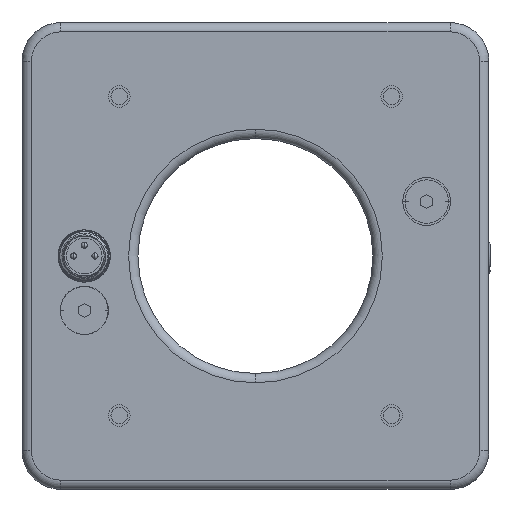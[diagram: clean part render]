
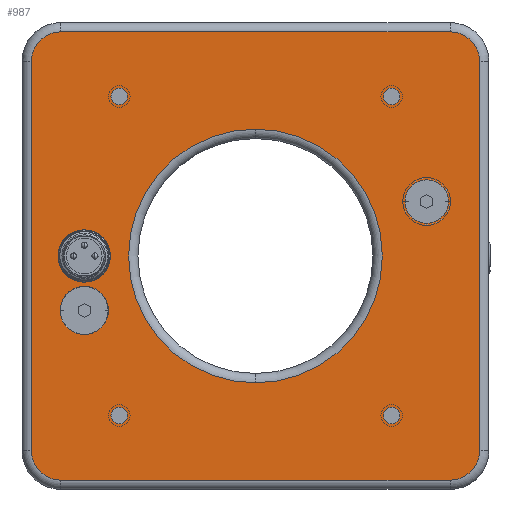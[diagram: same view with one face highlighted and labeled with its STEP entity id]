
A CAD part, left-side view. The second image highlights one B-rep face of the part: STEP entity #987.
In plain terms, the highlighted planar face has unit normal (-1, 0, 0).
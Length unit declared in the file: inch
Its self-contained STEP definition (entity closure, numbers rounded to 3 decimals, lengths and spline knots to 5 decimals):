
#2=CARTESIAN_POINT('',(0.,1.1,0.));
#3=DIRECTION('',(1.,0.,0.));
#4=DIRECTION('',(0.,0.,-1.));
#5=AXIS2_PLACEMENT_3D('',#2,#3,#4);
#7=CARTESIAN_POINT('',(0.,1.1,0.));
#8=DIRECTION('',(1.,0.,0.));
#9=DIRECTION('',(0.,0.,1.));
#10=AXIS2_PLACEMENT_3D('',#7,#8,#9);
#12=CARTESIAN_POINT('',(0.,1.25,1.25));
#13=DIRECTION('',(-1.,0.,0.));
#14=DIRECTION('',(0.,0.,1.));
#15=AXIS2_PLACEMENT_3D('',#12,#13,#14);
#17=DIRECTION('',(0.,1.,0.));
#18=VECTOR('',#17,2.5);
#19=CARTESIAN_POINT('',(0.,-1.25,1.44));
#20=LINE('',#19,#18);
#21=CARTESIAN_POINT('',(0.,-1.25,1.25));
#22=DIRECTION('',(-1.,0.,0.));
#23=DIRECTION('',(0.,-1.,0.));
#24=AXIS2_PLACEMENT_3D('',#21,#22,#23);
#26=DIRECTION('',(0.,0.,1.));
#27=VECTOR('',#26,2.5);
#28=CARTESIAN_POINT('',(0.,-1.44,-1.25));
#29=LINE('',#28,#27);
#30=CARTESIAN_POINT('',(0.,-1.25,-1.25));
#31=DIRECTION('',(-1.,0.,0.));
#32=DIRECTION('',(0.,0.,-1.));
#33=AXIS2_PLACEMENT_3D('',#30,#31,#32);
#35=DIRECTION('',(0.,-1.,0.));
#36=VECTOR('',#35,2.5);
#37=CARTESIAN_POINT('',(0.,1.25,-1.44));
#38=LINE('',#37,#36);
#39=CARTESIAN_POINT('',(0.,1.25,-1.25));
#40=DIRECTION('',(-1.,0.,0.));
#41=DIRECTION('',(0.,1.,0.));
#42=AXIS2_PLACEMENT_3D('',#39,#40,#41);
#44=DIRECTION('',(0.,0.,-1.));
#45=VECTOR('',#44,2.5);
#46=CARTESIAN_POINT('',(0.,1.44,1.25));
#47=LINE('',#46,#45);
#48=CARTESIAN_POINT('',(0.,0.,0.));
#49=DIRECTION('',(1.,0.,0.));
#50=DIRECTION('',(0.,0.,-1.));
#51=AXIS2_PLACEMENT_3D('',#48,#49,#50);
#53=CARTESIAN_POINT('',(0.,0.,0.));
#54=DIRECTION('',(1.,0.,0.));
#55=DIRECTION('',(0.,0.,1.));
#56=AXIS2_PLACEMENT_3D('',#53,#54,#55);
#58=CARTESIAN_POINT('',(0.,1.1,-0.35));
#59=DIRECTION('',(-1.,0.,0.));
#60=DIRECTION('',(0.,1.,0.));
#61=AXIS2_PLACEMENT_3D('',#58,#59,#60);
#63=CARTESIAN_POINT('',(0.,1.1,-0.35));
#64=DIRECTION('',(-1.,0.,0.));
#65=DIRECTION('',(0.,-1.,0.));
#66=AXIS2_PLACEMENT_3D('',#63,#64,#65);
#68=CARTESIAN_POINT('',(0.,-1.1,0.35));
#69=DIRECTION('',(-1.,0.,0.));
#70=DIRECTION('',(0.,1.,0.));
#71=AXIS2_PLACEMENT_3D('',#68,#69,#70);
#73=CARTESIAN_POINT('',(0.,-1.1,0.35));
#74=DIRECTION('',(-1.,0.,0.));
#75=DIRECTION('',(0.,-1.,0.));
#76=AXIS2_PLACEMENT_3D('',#73,#74,#75);
#78=CARTESIAN_POINT('',(0.,0.875,-1.025));
#79=DIRECTION('',(-1.,0.,0.));
#80=DIRECTION('',(0.,1.,0.));
#81=AXIS2_PLACEMENT_3D('',#78,#79,#80);
#83=CARTESIAN_POINT('',(0.,0.875,-1.025));
#84=DIRECTION('',(-1.,0.,0.));
#85=DIRECTION('',(0.,-1.,0.));
#86=AXIS2_PLACEMENT_3D('',#83,#84,#85);
#88=CARTESIAN_POINT('',(0.,-0.875,-1.025));
#89=DIRECTION('',(-1.,0.,0.));
#90=DIRECTION('',(0.,1.,0.));
#91=AXIS2_PLACEMENT_3D('',#88,#89,#90);
#93=CARTESIAN_POINT('',(0.,-0.875,-1.025));
#94=DIRECTION('',(-1.,0.,0.));
#95=DIRECTION('',(0.,-1.,0.));
#96=AXIS2_PLACEMENT_3D('',#93,#94,#95);
#98=CARTESIAN_POINT('',(0.,0.875,1.025));
#99=DIRECTION('',(-1.,0.,0.));
#100=DIRECTION('',(0.,1.,0.));
#101=AXIS2_PLACEMENT_3D('',#98,#99,#100);
#103=CARTESIAN_POINT('',(0.,0.875,1.025));
#104=DIRECTION('',(-1.,0.,0.));
#105=DIRECTION('',(0.,-1.,0.));
#106=AXIS2_PLACEMENT_3D('',#103,#104,#105);
#108=CARTESIAN_POINT('',(0.,-0.875,1.025));
#109=DIRECTION('',(-1.,0.,0.));
#110=DIRECTION('',(0.,1.,0.));
#111=AXIS2_PLACEMENT_3D('',#108,#109,#110);
#113=CARTESIAN_POINT('',(0.,-0.875,1.025));
#114=DIRECTION('',(-1.,0.,0.));
#115=DIRECTION('',(0.,-1.,0.));
#116=AXIS2_PLACEMENT_3D('',#113,#114,#115);
#776=CARTESIAN_POINT('',(0.,1.25,1.44));
#777=CARTESIAN_POINT('',(0.,1.44,1.25));
#778=VERTEX_POINT('',#776);
#779=VERTEX_POINT('',#777);
#784=CARTESIAN_POINT('',(0.,1.44,-1.25));
#785=VERTEX_POINT('',#784);
#788=CARTESIAN_POINT('',(0.,1.25,-1.44));
#789=VERTEX_POINT('',#788);
#792=CARTESIAN_POINT('',(0.,-1.25,-1.44));
#793=VERTEX_POINT('',#792);
#796=CARTESIAN_POINT('',(0.,-1.44,-1.25));
#797=VERTEX_POINT('',#796);
#800=CARTESIAN_POINT('',(0.,-1.44,1.25));
#801=VERTEX_POINT('',#800);
#804=CARTESIAN_POINT('',(0.,-1.25,1.44));
#805=VERTEX_POINT('',#804);
#808=CARTESIAN_POINT('',(0.,0.,-0.815));
#809=CARTESIAN_POINT('',(0.,0.,0.815));
#810=VERTEX_POINT('',#808);
#811=VERTEX_POINT('',#809);
#820=CARTESIAN_POINT('',(0.,1.255,-0.35));
#821=CARTESIAN_POINT('',(0.,0.945,-0.35));
#822=VERTEX_POINT('',#820);
#823=VERTEX_POINT('',#821);
#832=CARTESIAN_POINT('',(0.,-0.9605,0.35));
#833=CARTESIAN_POINT('',(0.,-1.2395,0.35));
#834=VERTEX_POINT('',#832);
#835=VERTEX_POINT('',#833);
#840=CARTESIAN_POINT('',(0.,0.9285,-1.025));
#841=CARTESIAN_POINT('',(0.,0.8215,-1.025));
#842=VERTEX_POINT('',#840);
#843=VERTEX_POINT('',#841);
#848=CARTESIAN_POINT('',(0.,-0.8215,-1.025));
#849=CARTESIAN_POINT('',(0.,-0.9285,-1.025));
#850=VERTEX_POINT('',#848);
#851=VERTEX_POINT('',#849);
#856=CARTESIAN_POINT('',(0.,0.9285,1.025));
#857=CARTESIAN_POINT('',(0.,0.8215,1.025));
#858=VERTEX_POINT('',#856);
#859=VERTEX_POINT('',#857);
#864=CARTESIAN_POINT('',(0.,-0.8215,1.025));
#865=CARTESIAN_POINT('',(0.,-0.9285,1.025));
#866=VERTEX_POINT('',#864);
#867=VERTEX_POINT('',#865);
#876=CARTESIAN_POINT('',(0.,1.1,-0.111));
#877=CARTESIAN_POINT('',(0.,1.1,0.111));
#878=VERTEX_POINT('',#876);
#879=VERTEX_POINT('',#877);
#916=CARTESIAN_POINT('',(0.,0.,0.));
#917=DIRECTION('',(1.,0.,0.));
#918=DIRECTION('',(0.,0.,-1.));
#919=AXIS2_PLACEMENT_3D('',#916,#917,#918);
#920=PLANE('',#919);
#922=ORIENTED_EDGE('',*,*,#921,.F.);
#924=ORIENTED_EDGE('',*,*,#923,.F.);
#926=ORIENTED_EDGE('',*,*,#925,.F.);
#928=ORIENTED_EDGE('',*,*,#927,.F.);
#930=ORIENTED_EDGE('',*,*,#929,.F.);
#932=ORIENTED_EDGE('',*,*,#931,.F.);
#934=ORIENTED_EDGE('',*,*,#933,.F.);
#936=ORIENTED_EDGE('',*,*,#935,.F.);
#937=EDGE_LOOP('',(#922,#924,#926,#928,#930,#932,#934,#936));
#938=FACE_OUTER_BOUND('',#937,.F.);
#940=ORIENTED_EDGE('',*,*,#939,.F.);
#942=ORIENTED_EDGE('',*,*,#941,.F.);
#943=EDGE_LOOP('',(#940,#942));
#944=FACE_BOUND('',#943,.F.);
#946=ORIENTED_EDGE('',*,*,#945,.F.);
#948=ORIENTED_EDGE('',*,*,#947,.F.);
#949=EDGE_LOOP('',(#946,#948));
#950=FACE_BOUND('',#949,.F.);
#952=ORIENTED_EDGE('',*,*,#951,.T.);
#954=ORIENTED_EDGE('',*,*,#953,.T.);
#955=EDGE_LOOP('',(#952,#954));
#956=FACE_BOUND('',#955,.F.);
#958=ORIENTED_EDGE('',*,*,#957,.T.);
#960=ORIENTED_EDGE('',*,*,#959,.T.);
#961=EDGE_LOOP('',(#958,#960));
#962=FACE_BOUND('',#961,.F.);
#964=ORIENTED_EDGE('',*,*,#963,.T.);
#966=ORIENTED_EDGE('',*,*,#965,.T.);
#967=EDGE_LOOP('',(#964,#966));
#968=FACE_BOUND('',#967,.F.);
#970=ORIENTED_EDGE('',*,*,#969,.T.);
#972=ORIENTED_EDGE('',*,*,#971,.T.);
#973=EDGE_LOOP('',(#970,#972));
#974=FACE_BOUND('',#973,.F.);
#976=ORIENTED_EDGE('',*,*,#975,.T.);
#978=ORIENTED_EDGE('',*,*,#977,.T.);
#979=EDGE_LOOP('',(#976,#978));
#980=FACE_BOUND('',#979,.F.);
#982=ORIENTED_EDGE('',*,*,#981,.T.);
#984=ORIENTED_EDGE('',*,*,#983,.T.);
#985=EDGE_LOOP('',(#982,#984));
#986=FACE_BOUND('',#985,.F.);
#987=ADVANCED_FACE('',(#938,#944,#950,#956,#962,#968,#974,#980,#986),#920,.F.);
#6=CIRCLE('',#5,0.111);
#11=CIRCLE('',#10,0.111);
#16=CIRCLE('',#15,0.19);
#25=CIRCLE('',#24,0.19);
#34=CIRCLE('',#33,0.19);
#43=CIRCLE('',#42,0.19);
#52=CIRCLE('',#51,0.815);
#57=CIRCLE('',#56,0.815);
#62=CIRCLE('',#61,0.155);
#67=CIRCLE('',#66,0.155);
#72=CIRCLE('',#71,0.1395);
#77=CIRCLE('',#76,0.1395);
#82=CIRCLE('',#81,0.0535);
#87=CIRCLE('',#86,0.0535);
#92=CIRCLE('',#91,0.0535);
#97=CIRCLE('',#96,0.0535);
#102=CIRCLE('',#101,0.0535);
#107=CIRCLE('',#106,0.0535);
#112=CIRCLE('',#111,0.0535);
#117=CIRCLE('',#116,0.0535);
#921=EDGE_CURVE('',#778,#779,#16,.T.);
#923=EDGE_CURVE('',#805,#778,#20,.T.);
#925=EDGE_CURVE('',#801,#805,#25,.T.);
#927=EDGE_CURVE('',#797,#801,#29,.T.);
#929=EDGE_CURVE('',#793,#797,#34,.T.);
#931=EDGE_CURVE('',#789,#793,#38,.T.);
#933=EDGE_CURVE('',#785,#789,#43,.T.);
#935=EDGE_CURVE('',#779,#785,#47,.T.);
#939=EDGE_CURVE('',#878,#879,#6,.T.);
#941=EDGE_CURVE('',#879,#878,#11,.T.);
#945=EDGE_CURVE('',#810,#811,#52,.T.);
#947=EDGE_CURVE('',#811,#810,#57,.T.);
#951=EDGE_CURVE('',#822,#823,#62,.T.);
#953=EDGE_CURVE('',#823,#822,#67,.T.);
#957=EDGE_CURVE('',#834,#835,#72,.T.);
#959=EDGE_CURVE('',#835,#834,#77,.T.);
#963=EDGE_CURVE('',#842,#843,#82,.T.);
#965=EDGE_CURVE('',#843,#842,#87,.T.);
#969=EDGE_CURVE('',#850,#851,#92,.T.);
#971=EDGE_CURVE('',#851,#850,#97,.T.);
#975=EDGE_CURVE('',#858,#859,#102,.T.);
#977=EDGE_CURVE('',#859,#858,#107,.T.);
#981=EDGE_CURVE('',#866,#867,#112,.T.);
#983=EDGE_CURVE('',#867,#866,#117,.T.);
